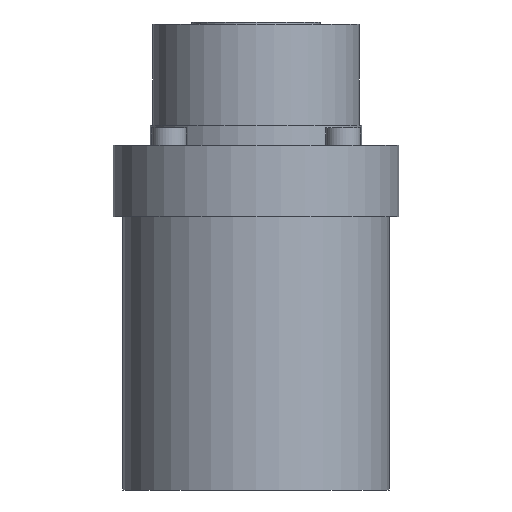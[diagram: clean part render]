
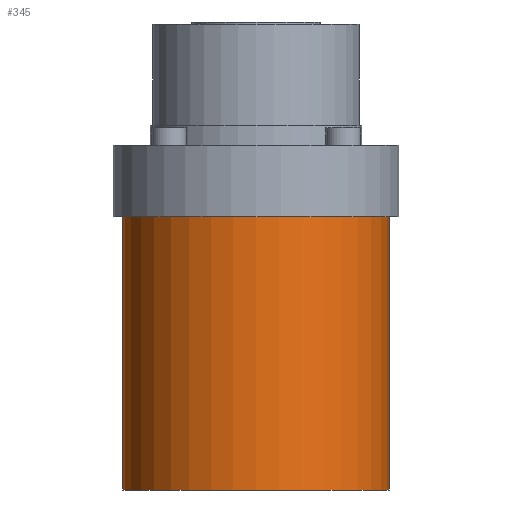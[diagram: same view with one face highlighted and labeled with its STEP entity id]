
A CAD part, front view. The second image highlights one B-rep face of the part: STEP entity #345.
In plain terms, the highlighted cylindrical face has radius 27 mm (diameter 54 mm), a full revolution.
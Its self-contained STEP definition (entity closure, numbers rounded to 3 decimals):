
#345=ADVANCED_FACE('',(#439,#440),#418,.T.);
#418=CYLINDRICAL_SURFACE('',#1087,27.);
#439=FACE_BOUND('',#507,.T.);
#440=FACE_BOUND('',#508,.T.);
#507=EDGE_LOOP('',(#619));
#508=EDGE_LOOP('',(#620));
#619=ORIENTED_EDGE('',*,*,#931,.F.);
#620=ORIENTED_EDGE('',*,*,#932,.T.);
#843=VERTEX_POINT('',#1502);
#844=VERTEX_POINT('',#1504);
#931=EDGE_CURVE('',#843,#843,#1043,.T.);
#932=EDGE_CURVE('',#844,#844,#1044,.T.);
#1043=CIRCLE('',#1085,27.);
#1044=CIRCLE('',#1086,27.);
#1085=AXIS2_PLACEMENT_3D('',#1501,#1203,#1204);
#1086=AXIS2_PLACEMENT_3D('',#1503,#1205,#1206);
#1087=AXIS2_PLACEMENT_3D('',#1505,#1207,#1208);
#1203=DIRECTION('',(0.,0.,1.));
#1204=DIRECTION('',(1.,0.,0.));
#1205=DIRECTION('',(0.,0.,1.));
#1206=DIRECTION('',(1.,0.,0.));
#1207=DIRECTION('',(0.,0.,-1.));
#1208=DIRECTION('',(-1.,0.,0.));
#1501=CARTESIAN_POINT('',(0.,0.,55.5));
#1502=CARTESIAN_POINT('',(27.,0.,55.5));
#1503=CARTESIAN_POINT('',(0.,0.,0.));
#1504=CARTESIAN_POINT('',(27.,0.,0.));
#1505=CARTESIAN_POINT('',(0.,0.,55.5));
